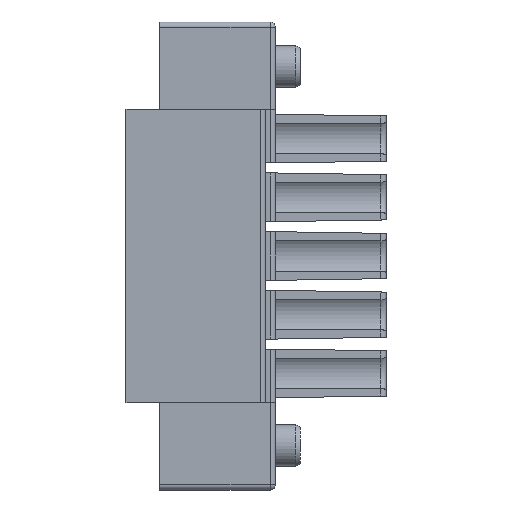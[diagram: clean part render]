
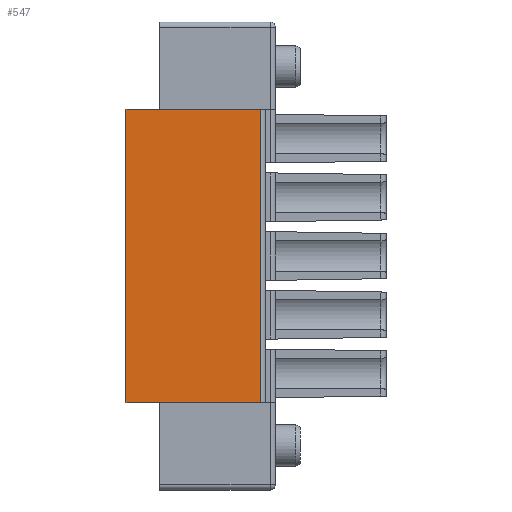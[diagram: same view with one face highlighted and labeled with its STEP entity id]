
A CAD part, front view. The second image highlights one B-rep face of the part: STEP entity #547.
In plain terms, the highlighted planar face has unit normal (0, -1, 0).
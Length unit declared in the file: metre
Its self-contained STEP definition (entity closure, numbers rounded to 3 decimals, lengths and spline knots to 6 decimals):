
#547=ADVANCED_FACE('',(#1489),#1490,.T.);
#1489=FACE_OUTER_BOUND('',#2864,.T.);
#1490=PLANE('',#2865);
#2864=EDGE_LOOP('',(#4522,#4523,#4524,#4525));
#2865=AXIS2_PLACEMENT_3D('',#4526,#4527,#4528);
#4522=ORIENTED_EDGE('',*,*,#8225,.F.);
#4523=ORIENTED_EDGE('',*,*,#8228,.F.);
#4524=ORIENTED_EDGE('',*,*,#8163,.T.);
#4525=ORIENTED_EDGE('',*,*,#8229,.T.);
#4526=CARTESIAN_POINT('',(0.006473,0.00051,-0.004367));
#4527=DIRECTION('',(0.,-1.0,0.));
#4528=DIRECTION('',(0.0,0.,-1.0));
#8163=EDGE_CURVE('',#9822,#9823,#9824,.T.);
#8225=EDGE_CURVE('',#9935,#9937,#9938,.T.);
#8228=EDGE_CURVE('',#9822,#9935,#9941,.T.);
#8229=EDGE_CURVE('',#9823,#9937,#9942,.T.);
#9822=VERTEX_POINT('',#12179);
#9823=VERTEX_POINT('',#12180);
#9824=LINE('',#12181,#12182);
#9935=VERTEX_POINT('',#12340);
#9937=VERTEX_POINT('',#12342);
#9938=LINE('',#12343,#12344);
#9941=LINE('',#12347,#12348);
#9942=LINE('',#12349,#12350);
#12179=CARTESIAN_POINT('',(-0.001527,0.00051,0.009633));
#12180=CARTESIAN_POINT('',(-0.001527,0.00051,-0.007867));
#12181=CARTESIAN_POINT('',(-0.001527,0.00051,-0.004367));
#12182=VECTOR('',#15181,1.0);
#12340=CARTESIAN_POINT('',(0.006473,0.00051,0.009633));
#12342=CARTESIAN_POINT('',(0.006473,0.00051,-0.007867));
#12343=CARTESIAN_POINT('',(0.006473,0.00051,-0.004367));
#12344=VECTOR('',#15262,1.0);
#12347=CARTESIAN_POINT('',(0.013673,0.00051,0.009633));
#12348=VECTOR('',#15266,1.0);
#12349=CARTESIAN_POINT('',(0.013673,0.00051,-0.007867));
#12350=VECTOR('',#15267,1.0);
#15181=DIRECTION('',(0.,0.,-1.0));
#15262=DIRECTION('',(0.,0.,-1.0));
#15266=DIRECTION('',(1.0,0.,0.));
#15267=DIRECTION('',(1.0,0.,0.));
